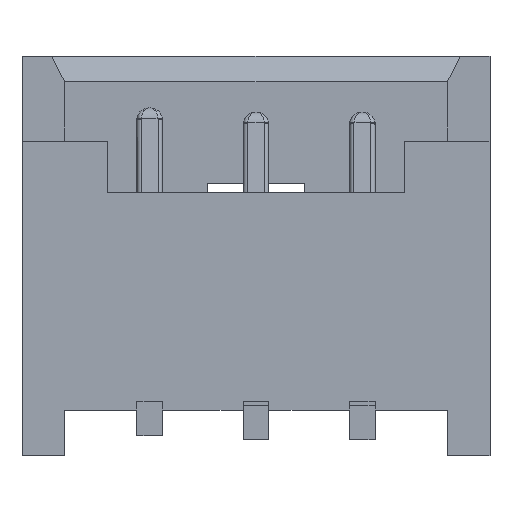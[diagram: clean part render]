
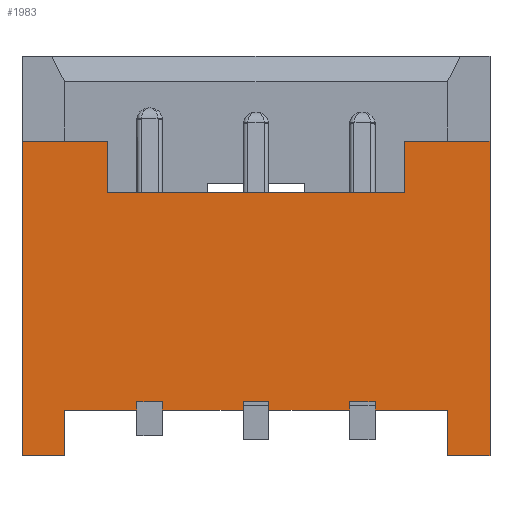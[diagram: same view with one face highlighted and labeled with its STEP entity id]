
A CAD part, front view. The second image highlights one B-rep face of the part: STEP entity #1983.
In plain terms, the highlighted planar face has unit normal (0, -1, 0).
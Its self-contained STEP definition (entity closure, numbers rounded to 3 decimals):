
#106=ORIENTED_EDGE('',*,*,#688,.T.);
#107=ORIENTED_EDGE('',*,*,#689,.T.);
#108=ORIENTED_EDGE('',*,*,#690,.T.);
#109=ORIENTED_EDGE('',*,*,#691,.F.);
#110=ORIENTED_EDGE('',*,*,#692,.F.);
#111=ORIENTED_EDGE('',*,*,#693,.F.);
#112=ORIENTED_EDGE('',*,*,#694,.F.);
#113=ORIENTED_EDGE('',*,*,#695,.T.);
#114=ORIENTED_EDGE('',*,*,#696,.T.);
#115=ORIENTED_EDGE('',*,*,#697,.T.);
#116=ORIENTED_EDGE('',*,*,#698,.F.);
#117=ORIENTED_EDGE('',*,*,#699,.T.);
#118=ORIENTED_EDGE('',*,*,#700,.T.);
#119=ORIENTED_EDGE('',*,*,#701,.T.);
#120=ORIENTED_EDGE('',*,*,#682,.F.);
#121=ORIENTED_EDGE('',*,*,#702,.T.);
#122=ORIENTED_EDGE('',*,*,#703,.T.);
#123=ORIENTED_EDGE('',*,*,#704,.T.);
#124=ORIENTED_EDGE('',*,*,#684,.F.);
#125=ORIENTED_EDGE('',*,*,#705,.T.);
#126=ORIENTED_EDGE('',*,*,#706,.F.);
#127=ORIENTED_EDGE('',*,*,#707,.T.);
#128=ORIENTED_EDGE('',*,*,#708,.T.);
#129=ORIENTED_EDGE('',*,*,#709,.T.);
#682=EDGE_CURVE('',#973,#974,#1159,.T.);
#684=EDGE_CURVE('',#975,#976,#1161,.T.);
#688=EDGE_CURVE('',#979,#980,#1165,.T.);
#689=EDGE_CURVE('',#980,#981,#1166,.T.);
#690=EDGE_CURVE('',#981,#982,#1167,.T.);
#691=EDGE_CURVE('',#983,#982,#1168,.T.);
#692=EDGE_CURVE('',#984,#983,#1169,.T.);
#693=EDGE_CURVE('',#985,#984,#1170,.T.);
#694=EDGE_CURVE('',#986,#985,#1171,.T.);
#695=EDGE_CURVE('',#986,#987,#1172,.T.);
#696=EDGE_CURVE('',#987,#988,#1173,.T.);
#697=EDGE_CURVE('',#988,#989,#1174,.T.);
#698=EDGE_CURVE('',#990,#989,#1175,.T.);
#699=EDGE_CURVE('',#990,#991,#1176,.T.);
#700=EDGE_CURVE('',#991,#992,#1177,.T.);
#701=EDGE_CURVE('',#992,#974,#1178,.T.);
#702=EDGE_CURVE('',#973,#993,#1179,.T.);
#703=EDGE_CURVE('',#993,#994,#1180,.T.);
#704=EDGE_CURVE('',#994,#976,#1181,.T.);
#705=EDGE_CURVE('',#975,#995,#1182,.T.);
#706=EDGE_CURVE('',#996,#995,#1183,.T.);
#707=EDGE_CURVE('',#996,#997,#1184,.T.);
#708=EDGE_CURVE('',#997,#998,#1185,.T.);
#709=EDGE_CURVE('',#998,#979,#1186,.T.);
#973=VERTEX_POINT('',#2807);
#974=VERTEX_POINT('',#2809);
#975=VERTEX_POINT('',#2813);
#976=VERTEX_POINT('',#2814);
#979=VERTEX_POINT('',#2822);
#980=VERTEX_POINT('',#2823);
#981=VERTEX_POINT('',#2825);
#982=VERTEX_POINT('',#2827);
#983=VERTEX_POINT('',#2829);
#984=VERTEX_POINT('',#2831);
#985=VERTEX_POINT('',#2833);
#986=VERTEX_POINT('',#2835);
#987=VERTEX_POINT('',#2837);
#988=VERTEX_POINT('',#2839);
#989=VERTEX_POINT('',#2841);
#990=VERTEX_POINT('',#2843);
#991=VERTEX_POINT('',#2845);
#992=VERTEX_POINT('',#2847);
#993=VERTEX_POINT('',#2850);
#994=VERTEX_POINT('',#2852);
#995=VERTEX_POINT('',#2855);
#996=VERTEX_POINT('',#2857);
#997=VERTEX_POINT('',#2859);
#998=VERTEX_POINT('',#2861);
#1159=LINE('',#2808,#1422);
#1161=LINE('',#2812,#1424);
#1165=LINE('',#2821,#1428);
#1166=LINE('',#2824,#1429);
#1167=LINE('',#2826,#1430);
#1168=LINE('',#2828,#1431);
#1169=LINE('',#2830,#1432);
#1170=LINE('',#2832,#1433);
#1171=LINE('',#2834,#1434);
#1172=LINE('',#2836,#1435);
#1173=LINE('',#2838,#1436);
#1174=LINE('',#2840,#1437);
#1175=LINE('',#2842,#1438);
#1176=LINE('',#2844,#1439);
#1177=LINE('',#2846,#1440);
#1178=LINE('',#2848,#1441);
#1179=LINE('',#2849,#1442);
#1180=LINE('',#2851,#1443);
#1181=LINE('',#2853,#1444);
#1182=LINE('',#2854,#1445);
#1183=LINE('',#2856,#1446);
#1184=LINE('',#2858,#1447);
#1185=LINE('',#2860,#1448);
#1186=LINE('',#2862,#1449);
#1422=VECTOR('',#2268,1000.);
#1424=VECTOR('',#2272,1000.);
#1428=VECTOR('',#2278,1000.);
#1429=VECTOR('',#2279,1000.);
#1430=VECTOR('',#2280,1000.);
#1431=VECTOR('',#2281,1000.);
#1432=VECTOR('',#2282,1000.);
#1433=VECTOR('',#2283,1000.);
#1434=VECTOR('',#2284,1000.);
#1435=VECTOR('',#2285,1000.);
#1436=VECTOR('',#2286,1000.);
#1437=VECTOR('',#2287,1000.);
#1438=VECTOR('',#2288,1000.);
#1439=VECTOR('',#2289,1000.);
#1440=VECTOR('',#2290,1000.);
#1441=VECTOR('',#2291,1000.);
#1442=VECTOR('',#2292,1000.);
#1443=VECTOR('',#2293,1000.);
#1444=VECTOR('',#2294,1000.);
#1445=VECTOR('',#2295,1000.);
#1446=VECTOR('',#2296,1000.);
#1447=VECTOR('',#2297,1000.);
#1448=VECTOR('',#2298,1000.);
#1449=VECTOR('',#2299,1000.);
#1673=EDGE_LOOP('',(#106,#107,#108,#109,#110,#111,#112,#113,#114,#115,#116,
#117,#118,#119,#120,#121,#122,#123,#124,#125,#126,#127,#128,#129));
#1784=FACE_BOUND('',#1673,.T.);
#1893=PLANE('',#2116);
#1983=ADVANCED_FACE('',(#1784),#1893,.T.);
#2116=AXIS2_PLACEMENT_3D('',#2820,#2276,#2277);
#2268=DIRECTION('',(-1.,0.,0.));
#2272=DIRECTION('',(-1.,0.,0.));
#2276=DIRECTION('',(0.,-1.,0.));
#2277=DIRECTION('',(0.,0.,-1.));
#2278=DIRECTION('',(-1.,0.,0.));
#2279=DIRECTION('',(0.,0.,1.));
#2280=DIRECTION('',(-1.,0.,0.));
#2281=DIRECTION('',(0.,0.,1.));
#2282=DIRECTION('',(-1.,0.,0.));
#2283=DIRECTION('',(0.,0.,-1.));
#2284=DIRECTION('',(-1.,0.,0.));
#2285=DIRECTION('',(0.,0.,1.));
#2286=DIRECTION('',(1.,0.,0.));
#2287=DIRECTION('',(0.,0.,-1.));
#2288=DIRECTION('',(-1.,0.,0.));
#2289=DIRECTION('',(0.,0.,1.));
#2290=DIRECTION('',(1.,0.,0.));
#2291=DIRECTION('',(0.,0.,-1.));
#2292=DIRECTION('',(0.,0.,1.));
#2293=DIRECTION('',(1.,0.,0.));
#2294=DIRECTION('',(0.,0.,-1.));
#2295=DIRECTION('',(0.,0.,-1.));
#2296=DIRECTION('',(-1.,0.,0.));
#2297=DIRECTION('',(0.,0.,1.));
#2298=DIRECTION('',(-1.,0.,0.));
#2299=DIRECTION('',(0.,0.,-1.));
#2807=CARTESIAN_POINT('',(1.1,-1.75,-1.81));
#2808=CARTESIAN_POINT('',(2.25,-1.75,-1.81));
#2809=CARTESIAN_POINT('',(0.15,-1.75,-1.81));
#2812=CARTESIAN_POINT('',(2.25,-1.75,-1.81));
#2813=CARTESIAN_POINT('',(2.25,-1.75,-1.81));
#2814=CARTESIAN_POINT('',(1.4,-1.75,-1.81));
#2820=CARTESIAN_POINT('',(2.75,-1.75,-2.35));
#2821=CARTESIAN_POINT('',(1.75,-1.75,0.75));
#2822=CARTESIAN_POINT('',(1.75,-1.75,0.75));
#2823=CARTESIAN_POINT('',(-1.75,-1.75,0.75));
#2824=CARTESIAN_POINT('',(-1.75,-1.75,0.75));
#2825=CARTESIAN_POINT('',(-1.75,-1.75,1.35));
#2826=CARTESIAN_POINT('',(-1.75,-1.75,1.35));
#2827=CARTESIAN_POINT('',(-2.75,-1.75,1.35));
#2828=CARTESIAN_POINT('',(-2.75,-1.75,-2.35));
#2829=CARTESIAN_POINT('',(-2.75,-1.75,-2.35));
#2830=CARTESIAN_POINT('',(2.75,-1.75,-2.35));
#2831=CARTESIAN_POINT('',(-2.25,-1.75,-2.35));
#2832=CARTESIAN_POINT('',(-2.25,-1.75,-1.81));
#2833=CARTESIAN_POINT('',(-2.25,-1.75,-1.81));
#2834=CARTESIAN_POINT('',(2.25,-1.75,-1.81));
#2835=CARTESIAN_POINT('',(-1.4,-1.75,-1.81));
#2836=CARTESIAN_POINT('',(-1.4,-1.75,-1.81));
#2837=CARTESIAN_POINT('',(-1.4,-1.75,-1.71));
#2838=CARTESIAN_POINT('',(-1.4,-1.75,-1.71));
#2839=CARTESIAN_POINT('',(-1.1,-1.75,-1.71));
#2840=CARTESIAN_POINT('',(-1.1,-1.75,-1.71));
#2841=CARTESIAN_POINT('',(-1.1,-1.75,-1.81));
#2842=CARTESIAN_POINT('',(2.25,-1.75,-1.81));
#2843=CARTESIAN_POINT('',(-0.15,-1.75,-1.81));
#2844=CARTESIAN_POINT('',(-0.15,-1.75,-1.81));
#2845=CARTESIAN_POINT('',(-0.15,-1.75,-1.71));
#2846=CARTESIAN_POINT('',(-0.15,-1.75,-1.71));
#2847=CARTESIAN_POINT('',(0.15,-1.75,-1.71));
#2848=CARTESIAN_POINT('',(0.15,-1.75,-1.71));
#2849=CARTESIAN_POINT('',(1.1,-1.75,-1.81));
#2850=CARTESIAN_POINT('',(1.1,-1.75,-1.71));
#2851=CARTESIAN_POINT('',(1.1,-1.75,-1.71));
#2852=CARTESIAN_POINT('',(1.4,-1.75,-1.71));
#2853=CARTESIAN_POINT('',(1.4,-1.75,-1.71));
#2854=CARTESIAN_POINT('',(2.25,-1.75,-1.81));
#2855=CARTESIAN_POINT('',(2.25,-1.75,-2.35));
#2856=CARTESIAN_POINT('',(2.75,-1.75,-2.35));
#2857=CARTESIAN_POINT('',(2.75,-1.75,-2.35));
#2858=CARTESIAN_POINT('',(2.75,-1.75,-2.35));
#2859=CARTESIAN_POINT('',(2.75,-1.75,1.35));
#2860=CARTESIAN_POINT('',(2.75,-1.75,1.35));
#2861=CARTESIAN_POINT('',(1.75,-1.75,1.35));
#2862=CARTESIAN_POINT('',(1.75,-1.75,1.35));
